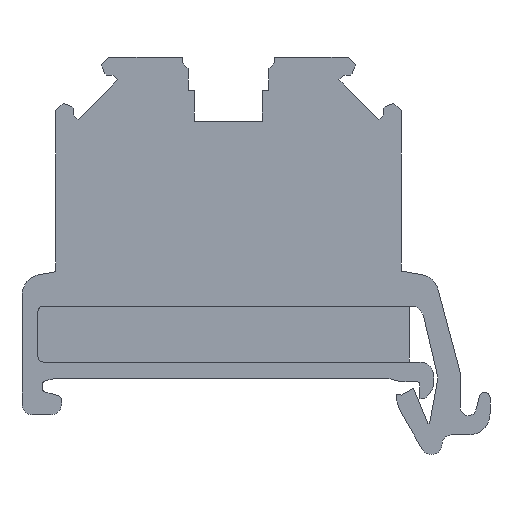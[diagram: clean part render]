
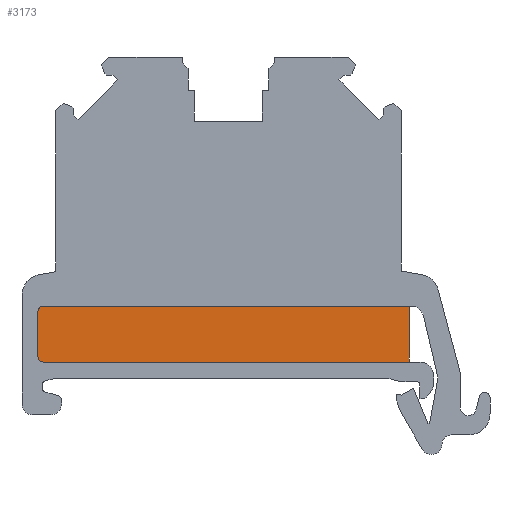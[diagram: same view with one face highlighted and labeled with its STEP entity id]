
A CAD part, left-side view. The second image highlights one B-rep face of the part: STEP entity #3173.
In plain terms, the highlighted planar face has unit normal (-1, 0, 0).
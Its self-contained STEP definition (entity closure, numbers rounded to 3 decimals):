
#3130=AXIS2_PLACEMENT_3D('Plane Axis2P3D',#3127,#3128,#3129) ;
#3141=AXIS2_PLACEMENT_3D('Circle Axis2P3D',#3139,#3140,$) ;
#3155=AXIS2_PLACEMENT_3D('Circle Axis2P3D',#3153,#3154,$) ;
#2922=CARTESIAN_POINT('Vertex',(1.,7.599,8.7)) ;
#2929=CARTESIAN_POINT('Vertex',(1.,7.599,13.95)) ;
#2932=CARTESIAN_POINT('Line Origine',(1.,7.599,11.325)) ;
#3127=CARTESIAN_POINT('Axis2P3D Location',(1.,0.,0.)) ;
#3132=CARTESIAN_POINT('Line Origine',(1.,24.809,13.95)) ;
#3136=CARTESIAN_POINT('Vertex',(1.,42.019,13.95)) ;
#3139=CARTESIAN_POINT('Axis2P3D Location',(1.,42.019,13.45)) ;
#3143=CARTESIAN_POINT('Vertex',(1.,42.519,13.45)) ;
#3146=CARTESIAN_POINT('Line Origine',(1.,42.519,11.325)) ;
#3150=CARTESIAN_POINT('Vertex',(1.,42.519,9.2)) ;
#3153=CARTESIAN_POINT('Axis2P3D Location',(1.,42.019,9.2)) ;
#3157=CARTESIAN_POINT('Vertex',(1.,42.019,8.7)) ;
#3160=CARTESIAN_POINT('Line Origine',(1.,24.809,8.7)) ;
#2933=DIRECTION('Vector Direction',(0.,0.,-1.)) ;
#3128=DIRECTION('Axis2P3D Direction',(-1.,0.,0.)) ;
#3129=DIRECTION('Axis2P3D XDirection',(0.,-1.,0.)) ;
#3133=DIRECTION('Vector Direction',(0.,-1.,0.)) ;
#3140=DIRECTION('Axis2P3D Direction',(-1.,0.,0.)) ;
#3147=DIRECTION('Vector Direction',(0.,0.,1.)) ;
#3154=DIRECTION('Axis2P3D Direction',(-1.,0.,0.)) ;
#3161=DIRECTION('Vector Direction',(0.,1.,0.)) ;
#2934=VECTOR('Line Direction',#2933,1.) ;
#3134=VECTOR('Line Direction',#3133,1.) ;
#3148=VECTOR('Line Direction',#3147,1.) ;
#3162=VECTOR('Line Direction',#3161,1.) ;
#3166=ORIENTED_EDGE('',*,*,#3138,.T.) ;
#3167=ORIENTED_EDGE('',*,*,#3145,.T.) ;
#3168=ORIENTED_EDGE('',*,*,#3152,.T.) ;
#3169=ORIENTED_EDGE('',*,*,#3159,.T.) ;
#3170=ORIENTED_EDGE('',*,*,#3164,.T.) ;
#3171=ORIENTED_EDGE('',*,*,#2936,.T.) ;
#3173=ADVANCED_FACE('K\X2\00F6\X0\rper.26',(#3172),#3131,.T.) ;
#3142=CIRCLE('generated circle',#3141,0.5) ;
#3156=CIRCLE('generated circle',#3155,0.5) ;
#2936=EDGE_CURVE('',#2923,#2930,#2935,.F.) ;
#3138=EDGE_CURVE('',#2930,#3137,#3135,.F.) ;
#3145=EDGE_CURVE('',#3137,#3144,#3142,.T.) ;
#3152=EDGE_CURVE('',#3144,#3151,#3149,.F.) ;
#3159=EDGE_CURVE('',#3151,#3158,#3156,.T.) ;
#3164=EDGE_CURVE('',#3158,#2923,#3163,.F.) ;
#3165=EDGE_LOOP('',(#3166,#3167,#3168,#3169,#3170,#3171)) ;
#3172=FACE_OUTER_BOUND('',#3165,.T.) ;
#2935=LINE('Line',#2932,#2934) ;
#3135=LINE('Line',#3132,#3134) ;
#3149=LINE('Line',#3146,#3148) ;
#3163=LINE('Line',#3160,#3162) ;
#3131=PLANE('',#3130) ;
#2923=VERTEX_POINT('',#2922) ;
#2930=VERTEX_POINT('',#2929) ;
#3137=VERTEX_POINT('',#3136) ;
#3144=VERTEX_POINT('',#3143) ;
#3151=VERTEX_POINT('',#3150) ;
#3158=VERTEX_POINT('',#3157) ;
